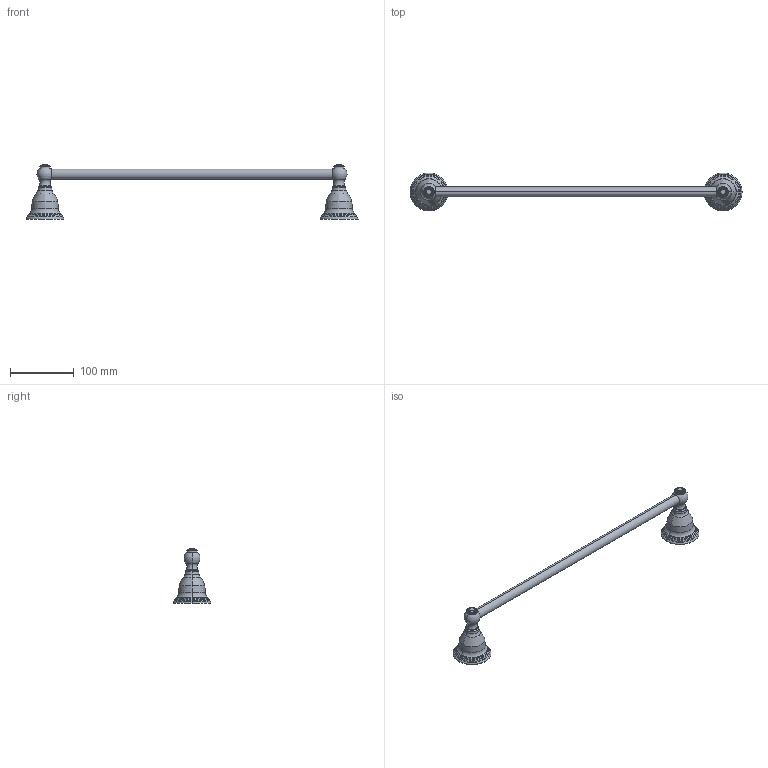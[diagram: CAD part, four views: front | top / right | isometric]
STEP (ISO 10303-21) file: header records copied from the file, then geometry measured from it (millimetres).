
FILE_DESCRIPTION((''),'2;1');
FILE_NAME('12-01_WEB','2010-08-13T',('project'),(''),'PRO/ENGINEER BY PARAMETRIC TECHNOLOGY CORPORATION, 2009300','PRO/ENGINEER BY PARAMETRIC TECHNOLOGY CORPORATION, 2009300','');
FILE_SCHEMA(('CONFIG_CONTROL_DESIGN'));
Length unit declared in the file: inch
Products named in the file (1): 12-01_WEB
Bounding box: 519.81 x 59.44 x 85.42 mm (x, y, z)
Surface area: 47367.3 mm2 (no closed solid volume)
Topology: 0 solids, 11 shells, 108 faces, 278 edges, 176 vertices
Faces by surface type: torus 52, bspline 14, cylinder 14, cone 12, plane 12, sphere 4
Entity records: 5646 total; most frequent: CARTESIAN_POINT 3068, DIRECTION 586, ORIENTED_EDGE 474, AXIS2_PLACEMENT_3D 278, EDGE_CURVE 278, CIRCLE 184, VERTEX_POINT 176, EDGE_LOOP 108
